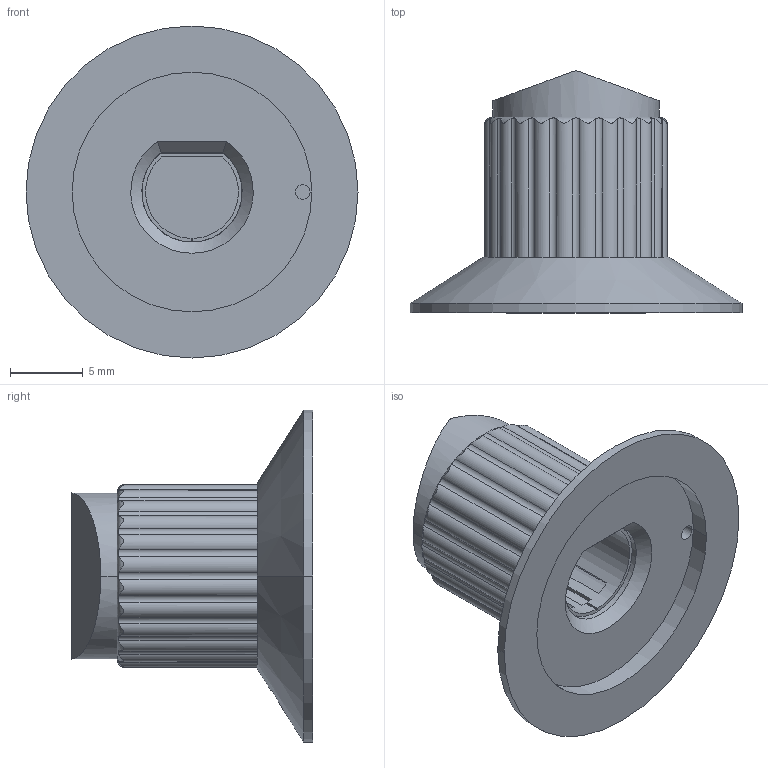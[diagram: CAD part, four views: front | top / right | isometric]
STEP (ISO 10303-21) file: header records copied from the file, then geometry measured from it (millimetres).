
FILE_DESCRIPTION((''),'2;1');
FILE_NAME('11K5015-KCXX_ASM','2014-03-19T',('Administrator'),(''),'PRO/ENGINEER BY PARAMETRIC TECHNOLOGY CORPORATION, 2006200','PRO/ENGINEER BY PARAMETRIC TECHNOLOGY CORPORATION, 2006200','');
FILE_SCHEMA(('CONFIG_CONTROL_DESIGN'));
Length unit declared in the file: inch
Products named in the file (3): 11Z5015-9; 11K5025; 11K5015-KCXX_ASM
Assembly tree (2 placements, depth 2):
  11K5015-KCXX_ASM
    11Z5015-9
    11K5025
Bounding box: 22.86 x 16.64 x 22.86 mm (x, y, z)
Volume: 1994.4 mm3; surface area: 1808.9 mm2
Topology: 2 solids, 2 shells, 104 faces, 279 edges, 184 vertices
Faces by surface type: cylinder 63, plane 36, cone 3, torus 2
Entity records: 4637 total; most frequent: CARTESIAN_POINT 1092, ORIENTED_EDGE 558, DIRECTION 529, PRESENTATION_STYLE_ASSIGNMENT 282, STYLED_ITEM 281, CURVE_STYLE 279, EDGE_CURVE 279, AXIS2_PLACEMENT_3D 204
